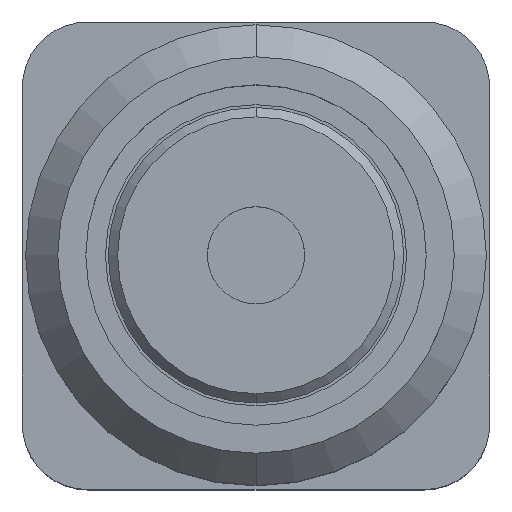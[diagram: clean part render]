
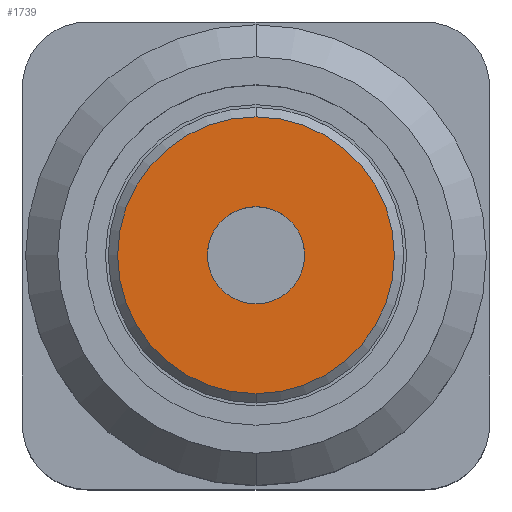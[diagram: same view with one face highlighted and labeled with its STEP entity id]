
A CAD part, top view. The second image highlights one B-rep face of the part: STEP entity #1739.
In plain terms, the highlighted planar face has unit normal (0, 0, 1).
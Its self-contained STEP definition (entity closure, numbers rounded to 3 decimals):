
#592=CARTESIAN_POINT('',(0.,0.,-2.032));
#593=DIRECTION('',(0.,0.,-1.));
#594=DIRECTION('',(0.,-1.,0.));
#595=AXIS2_PLACEMENT_3D('',#592,#593,#594);
#597=CARTESIAN_POINT('',(0.,0.,-2.032));
#598=DIRECTION('',(0.,0.,1.));
#599=DIRECTION('',(0.,-1.,0.));
#600=AXIS2_PLACEMENT_3D('',#597,#598,#599);
#602=CARTESIAN_POINT('',(0.,0.,-2.032));
#603=DIRECTION('',(0.,0.,1.));
#604=DIRECTION('',(0.,-1.,0.));
#605=AXIS2_PLACEMENT_3D('',#602,#603,#604);
#607=CARTESIAN_POINT('',(0.,0.,-2.032));
#608=DIRECTION('',(0.,0.,-1.));
#609=DIRECTION('',(0.,-1.,0.));
#610=AXIS2_PLACEMENT_3D('',#607,#608,#609);
#641=CARTESIAN_POINT('',(0.,-0.66,-2.032));
#643=VERTEX_POINT('',#641);
#663=CARTESIAN_POINT('',(0.,0.66,-2.032));
#665=VERTEX_POINT('',#663);
#790=CARTESIAN_POINT('',(0.,-1.88,-2.032));
#792=VERTEX_POINT('',#790);
#796=CARTESIAN_POINT('',(0.,1.88,-2.032));
#798=VERTEX_POINT('',#796);
#1724=CARTESIAN_POINT('',(0.,0.,-2.032));
#1725=DIRECTION('',(0.,0.,1.));
#1726=DIRECTION('',(0.,1.,0.));
#1727=AXIS2_PLACEMENT_3D('',#1724,#1725,#1726);
#1728=PLANE('',#1727);
#1729=ORIENTED_EDGE('',*,*,#1706,.T.);
#1730=ORIENTED_EDGE('',*,*,#1717,.F.);
#1731=EDGE_LOOP('',(#1729,#1730));
#1732=FACE_OUTER_BOUND('',#1731,.F.);
#1734=ORIENTED_EDGE('',*,*,#1733,.T.);
#1736=ORIENTED_EDGE('',*,*,#1735,.F.);
#1737=EDGE_LOOP('',(#1734,#1736));
#1738=FACE_BOUND('',#1737,.F.);
#596=CIRCLE('',#595,1.88);
#601=CIRCLE('',#600,1.88);
#606=CIRCLE('',#605,0.66);
#611=CIRCLE('',#610,0.66);
#1706=EDGE_CURVE('',#792,#798,#596,.T.);
#1717=EDGE_CURVE('',#792,#798,#601,.T.);
#1733=EDGE_CURVE('',#643,#665,#606,.T.);
#1735=EDGE_CURVE('',#643,#665,#611,.T.);
#1739=ADVANCED_FACE('',(#1732,#1738),#1728,.T.);
